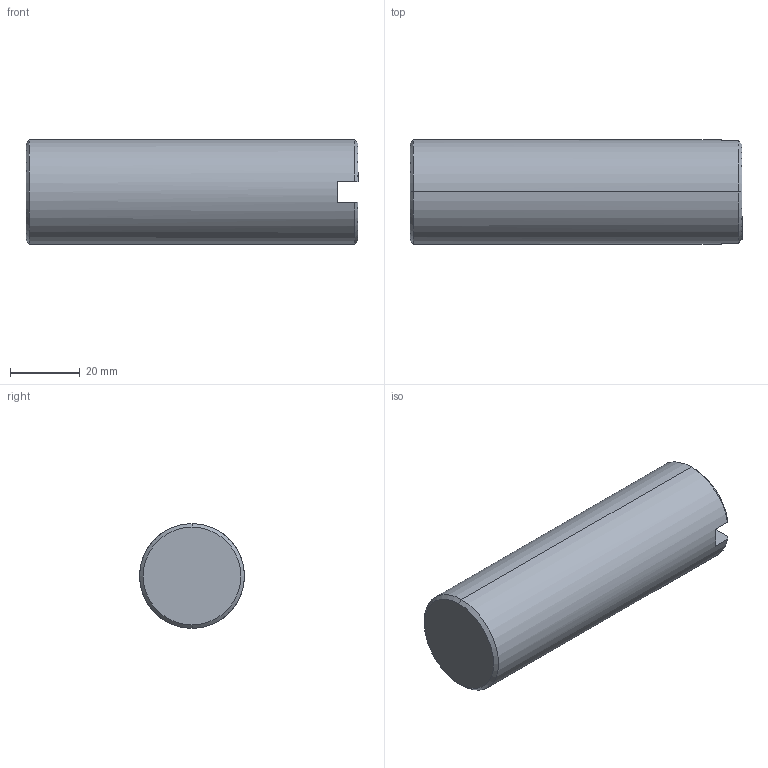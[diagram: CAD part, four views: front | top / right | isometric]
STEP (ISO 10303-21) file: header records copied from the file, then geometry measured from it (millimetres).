
FILE_DESCRIPTION (( 'STEP AP203' ), '1' );
FILE_NAME ('AxeBras_Défaut_sldprt.STEP', '2019-10-29T08:19:45', ( '' ), ( '' ), 'SwSTEP 2.0', 'SolidWorks 2017', '' );
FILE_SCHEMA (( 'CONFIG_CONTROL_DESIGN' ));
Length unit declared in the file: millimetre
Products named in the file (1): AxeBras_Défaut_sldprt
Bounding box: 95 x 30 x 30 mm (x, y, z)
Volume: 65992.7 mm3; surface area: 10539.5 mm2
Topology: 1 solids, 1 shells, 13 faces, 30 edges, 19 vertices
Faces by surface type: plane 6, cone 5, cylinder 2
Entity records: 478 total; most frequent: CARTESIAN_POINT 99, DIRECTION 67, ORIENTED_EDGE 60, EDGE_CURVE 30, AXIS2_PLACEMENT_3D 27, VERTEX_POINT 19, CIRCLE 13, ADVANCED_FACE 13
